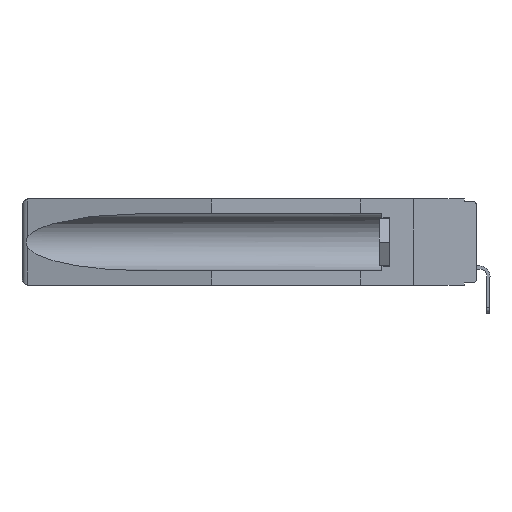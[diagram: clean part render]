
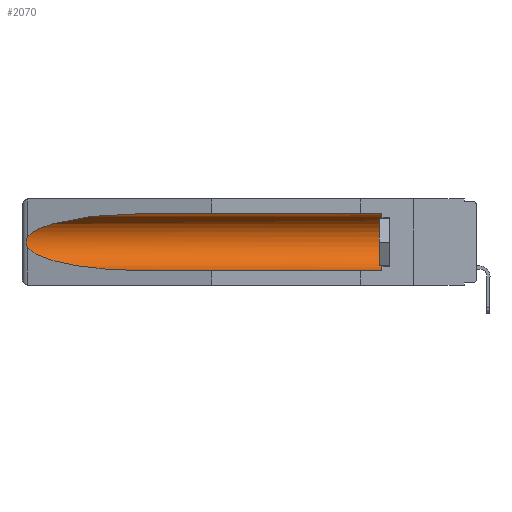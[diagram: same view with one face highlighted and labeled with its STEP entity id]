
A CAD part, left-side view. The second image highlights one B-rep face of the part: STEP entity #2070.
In plain terms, the highlighted cylindrical face has radius 2.857 mm (diameter 5.715 mm), a partial arc.
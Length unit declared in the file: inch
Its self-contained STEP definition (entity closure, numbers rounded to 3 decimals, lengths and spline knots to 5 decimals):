
#379 = EDGE_CURVE ( 'NONE', #4423, #8270, #16848, .T. ) ;
#476 = CARTESIAN_POINT ( 'NONE',  ( 0.155, 1.07973, -0.284 ) ) ;
#646 = CARTESIAN_POINT ( 'NONE',  ( 0.26597, 1.52961, -0.15275 ) ) ;
#1477 = CARTESIAN_POINT ( 'NONE',  ( 0.155, -0.30754, -0.1715 ) ) ;
#1594 = AXIS2_PLACEMENT_3D ( 'NONE', #4432, #20884, #17347 ) ;
#2070 = ADVANCED_FACE ( 'NONE', ( #16462 ), #23642, .F. ) ;
#2568 =( BOUNDED_CURVE ( )  B_SPLINE_CURVE ( 3, ( #19593, #12269, #21302, #10328 ),
 .UNSPECIFIED., .F., .F. ) 
 B_SPLINE_CURVE_WITH_KNOTS ( ( 4, 4 ),
 ( 4.71239, 6.08839 ),
 .UNSPECIFIED. ) 
 CURVE ( )  GEOMETRIC_REPRESENTATION_ITEM ( )  RATIONAL_B_SPLINE_CURVE ( ( 1., 0.848, 0.848, 1. ) ) 
 REPRESENTATION_ITEM ( '' )  );
#2809 = ORIENTED_EDGE ( 'NONE', *, *, #3853, .T. ) ;
#3853 = EDGE_CURVE ( 'NONE', #5460, #8325, #5708, .T. ) ;
#3980 = DIRECTION ( 'NONE',  ( 0., 0., 1. ) ) ;
#4059 = CARTESIAN_POINT ( 'NONE',  ( 0.26597, 1.5296, -0.19026 ) ) ;
#4061 = DIRECTION ( 'NONE',  ( 0., 1., 0. ) ) ;
#4210 = CARTESIAN_POINT ( 'NONE',  ( 0.26654, 1.53092, -0.15636 ) ) ;
#4290 = CARTESIAN_POINT ( 'NONE',  ( 0.2673, 1.5327, -0.16383 ) ) ;
#4377 = CARTESIAN_POINT ( 'NONE',  ( 0.2675, 1.53308, -0.17534 ) ) ;
#4423 = VERTEX_POINT ( 'NONE', #13994 ) ;
#4432 = CARTESIAN_POINT ( 'NONE',  ( 0.155, 0.126, -0.1715 ) ) ;
#5460 = VERTEX_POINT ( 'NONE', #20516 ) ;
#5708 = LINE ( 'NONE', #14846, #14954 ) ;
#6137 = EDGE_CURVE ( 'NONE', #4423, #5460, #13267, .T. ) ;
#6661 = VERTEX_POINT ( 'NONE', #19761 ) ;
#7586 = ORIENTED_EDGE ( 'NONE', *, *, #17034, .T. ) ;
#7823 = ORIENTED_EDGE ( 'NONE', *, *, #379, .F. ) ;
#8270 = VERTEX_POINT ( 'NONE', #476 ) ;
#8325 = VERTEX_POINT ( 'NONE', #21550 ) ;
#8685 = VERTEX_POINT ( 'NONE', #18530 ) ;
#8945 = CARTESIAN_POINT ( 'NONE',  ( 0.155, 1.07973, -0.284 ) ) ;
#9414 = DIRECTION ( 'NONE',  ( 0., 1., 0. ) ) ;
#9529 = CARTESIAN_POINT ( 'NONE',  ( 0.26655, 1.53094, -0.18657 ) ) ;
#10328 = CARTESIAN_POINT ( 'NONE',  ( 0.26537, 1.52718, -0.14972 ) ) ;
#10366 = EDGE_LOOP ( 'NONE', ( #12383, #7586, #17870, #7823, #18860, #2809 ) ) ;
#10890 = CARTESIAN_POINT ( 'NONE',  ( 0.155, -0.30754, -0.284 ) ) ;
#12269 = CARTESIAN_POINT ( 'NONE',  ( 0.21114, 1.30732, -0.059 ) ) ;
#12383 = ORIENTED_EDGE ( 'NONE', *, *, #22662, .T. ) ;
#13267 = CIRCLE ( 'NONE', #1594, 0.1125 ) ;
#13994 = CARTESIAN_POINT ( 'NONE',  ( 0.155, 0.126, -0.284 ) ) ;
#14846 = CARTESIAN_POINT ( 'NONE',  ( 0.155, -0.30754, -0.059 ) ) ;
#14954 = VECTOR ( 'NONE', #9414, 39.37008 ) ;
#15016 =( BOUNDED_CURVE ( )  B_SPLINE_CURVE ( 3, ( #19919, #21763, #19994, #8945 ),
 .UNSPECIFIED., .F., .F. ) 
 B_SPLINE_CURVE_WITH_KNOTS ( ( 4, 4 ),
 ( 0.1948, 1.5708 ),
 .UNSPECIFIED. ) 
 CURVE ( )  GEOMETRIC_REPRESENTATION_ITEM ( )  RATIONAL_B_SPLINE_CURVE ( ( 1., 0.848, 0.848, 1. ) ) 
 REPRESENTATION_ITEM ( '' )  );
#15122 = CARTESIAN_POINT ( 'NONE',  ( 0.2673, 1.53269, -0.17917 ) ) ;
#16462 = FACE_OUTER_BOUND ( 'NONE', #10366, .T. ) ;
#16848 = LINE ( 'NONE', #10890, #23748 ) ;
#16892 = CARTESIAN_POINT ( 'NONE',  ( 0.26537, 1.52718, -0.14972 ) ) ;
#17034 = EDGE_CURVE ( 'NONE', #6661, #8685, #20024, .T. ) ;
#17347 = DIRECTION ( 'NONE',  ( 0., 0., 1. ) ) ;
#17870 = ORIENTED_EDGE ( 'NONE', *, *, #19304, .T. ) ;
#18311 = DIRECTION ( 'NONE',  ( 0., 1., 0. ) ) ;
#18530 = CARTESIAN_POINT ( 'NONE',  ( 0.26537, 1.52718, -0.19328 ) ) ;
#18860 = ORIENTED_EDGE ( 'NONE', *, *, #6137, .T. ) ;
#18882 = CARTESIAN_POINT ( 'NONE',  ( 0.2675, 1.53308, -0.16763 ) ) ;
#19304 = EDGE_CURVE ( 'NONE', #8685, #8270, #15016, .T. ) ;
#19593 = CARTESIAN_POINT ( 'NONE',  ( 0.155, 1.07973, -0.059 ) ) ;
#19761 = CARTESIAN_POINT ( 'NONE',  ( 0.26537, 1.52718, -0.14972 ) ) ;
#19919 = CARTESIAN_POINT ( 'NONE',  ( 0.26537, 1.52718, -0.19328 ) ) ;
#19994 = CARTESIAN_POINT ( 'NONE',  ( 0.21114, 1.30732, -0.284 ) ) ;
#20024 = B_SPLINE_CURVE_WITH_KNOTS ( 'NONE', 3,
 ( #16892, #646, #4210, #4290, #18882, #4377, #15122, #9529, #4059, #20823 ),
 .UNSPECIFIED., .F., .F.,
 ( 4, 2, 2, 2, 4 ),
 ( 0., 0.00029, 0.00058, 0.00087, 0.00117 ),
 .UNSPECIFIED. ) ;
#20516 = CARTESIAN_POINT ( 'NONE',  ( 0.155, 0.126, -0.059 ) ) ;
#20823 = CARTESIAN_POINT ( 'NONE',  ( 0.26537, 1.52718, -0.19328 ) ) ;
#20884 = DIRECTION ( 'NONE',  ( 0., -1., 0. ) ) ;
#21302 = CARTESIAN_POINT ( 'NONE',  ( 0.25451, 1.48313, -0.09465 ) ) ;
#21550 = CARTESIAN_POINT ( 'NONE',  ( 0.155, 1.07973, -0.059 ) ) ;
#21763 = CARTESIAN_POINT ( 'NONE',  ( 0.25451, 1.48313, -0.24835 ) ) ;
#22662 = EDGE_CURVE ( 'NONE', #8325, #6661, #2568, .T. ) ;
#23304 = AXIS2_PLACEMENT_3D ( 'NONE', #1477, #4061, #3980 ) ;
#23642 = CYLINDRICAL_SURFACE ( 'NONE', #23304, 0.1125 ) ;
#23748 = VECTOR ( 'NONE', #18311, 39.37008 ) ;
